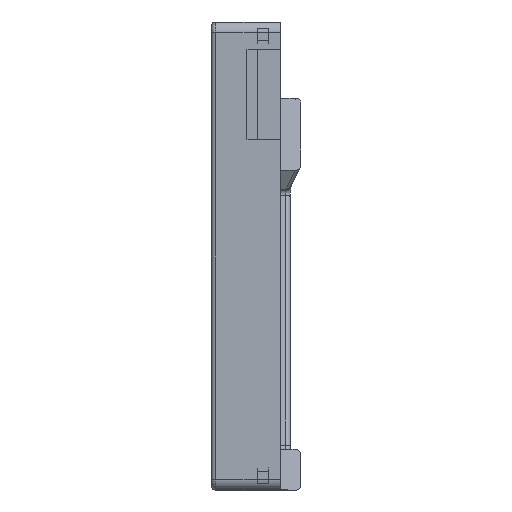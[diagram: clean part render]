
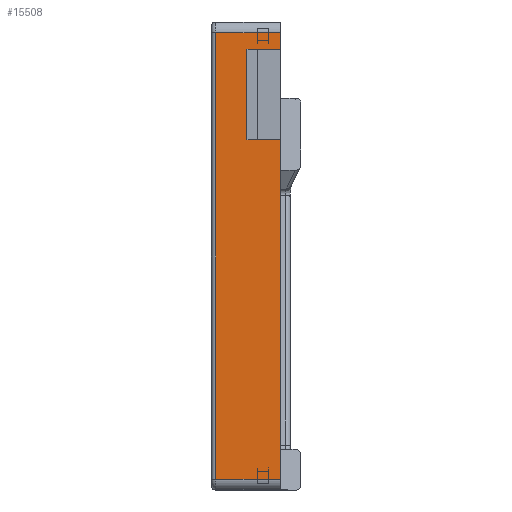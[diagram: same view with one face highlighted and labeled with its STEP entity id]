
A CAD part, left-side view. The second image highlights one B-rep face of the part: STEP entity #15508.
In plain terms, the highlighted planar face has unit normal (-1, 0, 0).
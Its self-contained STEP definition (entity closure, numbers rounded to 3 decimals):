
#641=FACE_OUTER_BOUND('',#1501,.T.);
#1501=EDGE_LOOP('',(#11643,#11644,#11645,#11646,#11647,#11648,#11649,#11650));
#2193=LINE('',#21185,#4291);
#2202=LINE('',#21212,#4300);
#2769=LINE('',#22377,#4867);
#2771=LINE('',#22381,#4869);
#2773=LINE('',#22384,#4871);
#3108=LINE('',#23335,#5206);
#3111=LINE('',#23348,#5209);
#3132=LINE('',#23639,#5230);
#4291=VECTOR('',#17157,10.);
#4300=VECTOR('',#17176,10.);
#4867=VECTOR('',#17819,10.);
#4869=VECTOR('',#17823,10.);
#4871=VECTOR('',#17827,10.);
#5206=VECTOR('',#18528,10.);
#5209=VECTOR('',#18543,10.);
#5230=VECTOR('',#18636,10.);
#6354=VERTEX_POINT('',#21125);
#6383=VERTEX_POINT('',#21182);
#6384=VERTEX_POINT('',#21184);
#6397=VERTEX_POINT('',#21210);
#6957=VERTEX_POINT('',#22375);
#6958=VERTEX_POINT('',#22380);
#7187=VERTEX_POINT('',#23329);
#7189=VERTEX_POINT('',#23338);
#7875=EDGE_CURVE('',#6383,#6384,#2193,.T.);
#7889=EDGE_CURVE('',#6397,#6354,#2202,.T.);
#8471=EDGE_CURVE('',#6383,#6957,#2769,.T.);
#8473=EDGE_CURVE('',#6958,#6354,#2771,.T.);
#8475=EDGE_CURVE('',#6957,#6958,#2773,.T.);
#8855=EDGE_CURVE('',#6384,#7187,#3108,.T.);
#8862=EDGE_CURVE('',#7189,#6397,#3111,.T.);
#8907=EDGE_CURVE('',#7187,#7189,#3132,.T.);
#11643=ORIENTED_EDGE('',*,*,#8473,.T.);
#11644=ORIENTED_EDGE('',*,*,#7889,.F.);
#11645=ORIENTED_EDGE('',*,*,#8862,.F.);
#11646=ORIENTED_EDGE('',*,*,#8907,.F.);
#11647=ORIENTED_EDGE('',*,*,#8855,.F.);
#11648=ORIENTED_EDGE('',*,*,#7875,.F.);
#11649=ORIENTED_EDGE('',*,*,#8471,.T.);
#11650=ORIENTED_EDGE('',*,*,#8475,.T.);
#14776=PLANE('',#16384);
#15508=ADVANCED_FACE('',(#641),#14776,.T.);
#16384=AXIS2_PLACEMENT_3D('',#23641,#18639,#18640);
#17157=DIRECTION('',(0.,0.,-1.));
#17176=DIRECTION('',(0.,0.,-1.));
#17819=DIRECTION('',(0.,1.,0.));
#17823=DIRECTION('',(0.,-1.,0.));
#17827=DIRECTION('',(0.,0.,1.));
#18528=DIRECTION('',(0.,1.,0.));
#18543=DIRECTION('',(0.,-1.,0.));
#18636=DIRECTION('',(0.,0.,1.));
#18639=DIRECTION('center_axis',(-1.,0.,0.));
#18640=DIRECTION('ref_axis',(0.,0.,1.));
#21125=CARTESIAN_POINT('',(0.,0.,82.9));
#21182=CARTESIAN_POINT('',(0.,0.,65.9));
#21184=CARTESIAN_POINT('',(0.,0.,2.));
#21185=CARTESIAN_POINT('',(0.,0.,88.));
#21210=CARTESIAN_POINT('',(0.,0.,86.));
#21212=CARTESIAN_POINT('',(0.,0.,88.));
#22375=CARTESIAN_POINT('',(0.,6.3,65.9));
#22377=CARTESIAN_POINT('',(0.,0.,65.9));
#22380=CARTESIAN_POINT('',(0.,6.3,82.9));
#22381=CARTESIAN_POINT('',(0.,0.,82.9));
#22384=CARTESIAN_POINT('',(0.,6.3,37.2));
#23329=CARTESIAN_POINT('',(0.,12.2,2.));
#23335=CARTESIAN_POINT('',(0.,0.,2.));
#23338=CARTESIAN_POINT('',(0.,12.2,86.));
#23348=CARTESIAN_POINT('',(0.,0.,86.));
#23639=CARTESIAN_POINT('',(0.,12.2,22.));
#23641=CARTESIAN_POINT('Origin',(0.,0.,0.));
